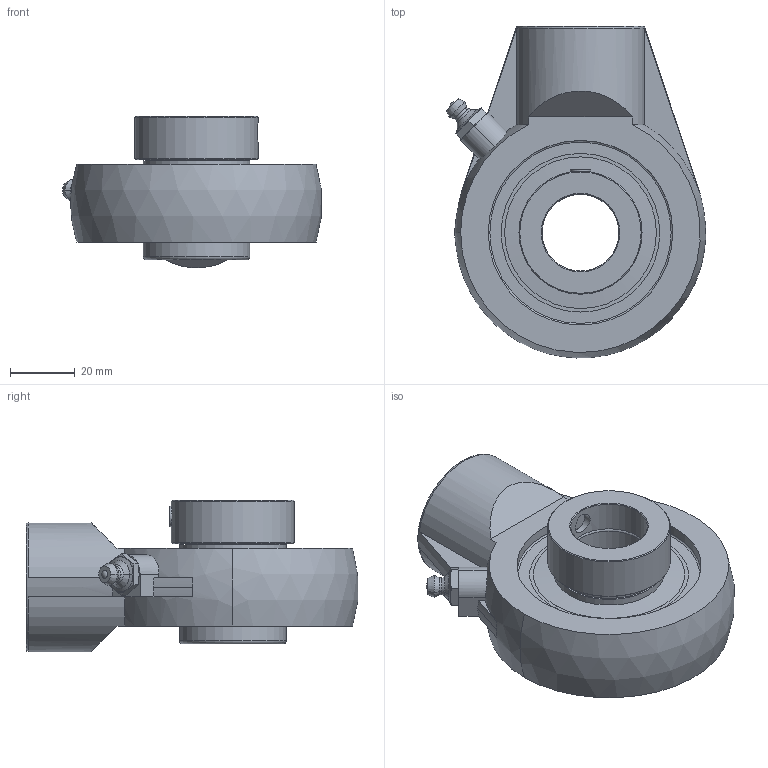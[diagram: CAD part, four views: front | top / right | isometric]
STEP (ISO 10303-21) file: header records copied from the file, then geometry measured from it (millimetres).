
FILE_DESCRIPTION(('HOOPS Exchange Step'),'2;1');
FILE_NAME('export-90A396A3-BC7E-4B66-9224-83BB15902044.stp','2019-12-13T13:07:30-08:00',('ibuslach'),('Alibre'),'HOOPS Exchange 2019.2','Alibre','Unknown authorisation');
FILE_SCHEMA( ('AP242_MANAGED_MODEL_BASED_3D_ENGINEERING_MIM_LF {1 0 10303 442 1 1 4 }') );
Length unit declared in the file: centimetre
Products named in the file (8): MRN SHA 205; ZERK 6mm; SHC 205-15 RACE; SHC 205-15 COLLAR; SHC 205-15 SHIELD; SHC 204 SS; MRN SHC 205-15; MRN SHCHA 205-15
Assembly tree (7 placements, depth 3):
  MRN SHCHA 205-15
    MRN SHA 205
    ZERK 6mm
    MRN SHC 205-15
      SHC 205-15 RACE
      SHC 205-15 COLLAR
      SHC 205-15 SHIELD
      SHC 204 SS
Bounding box: 80.22 x 102.77 x 46.96 mm (x, y, z)
Volume: 97213.6 mm3; surface area: 45688.6 mm2
Topology: 6 solids, 60 shells, 201 faces, 636 edges, 479 vertices
Faces by surface type: plane 63, cylinder 45, torus 39, cone 36, sphere 14, bspline 4
Full cylindrical faces by diameter (mm): 1.507 x2, 6 x2, 6.35 x3, 19.05 x1, 23.812 x2, 30.683 x2, 33.02 x4, 34.036 x2, 38.1 x1, 45.212 x2, 46.99 x4, 57.143 x2
Entity records: 10171 total; most frequent: CARTESIAN_POINT 4108, DIRECTION 1371, ORIENTED_EDGE 1013, EDGE_CURVE 625, AXIS2_PLACEMENT_3D 621, VERTEX_POINT 493, CIRCLE 389, EDGE_LOOP 235
